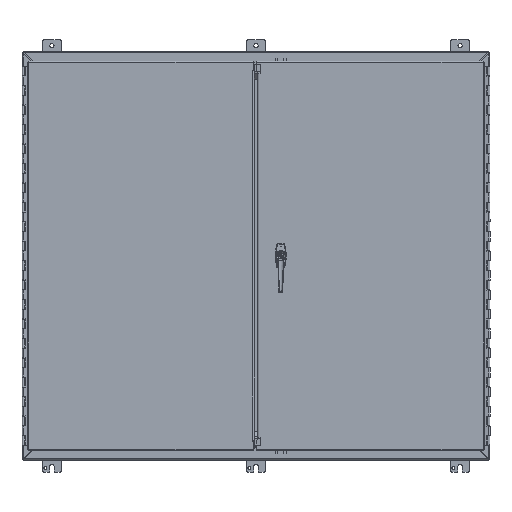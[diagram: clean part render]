
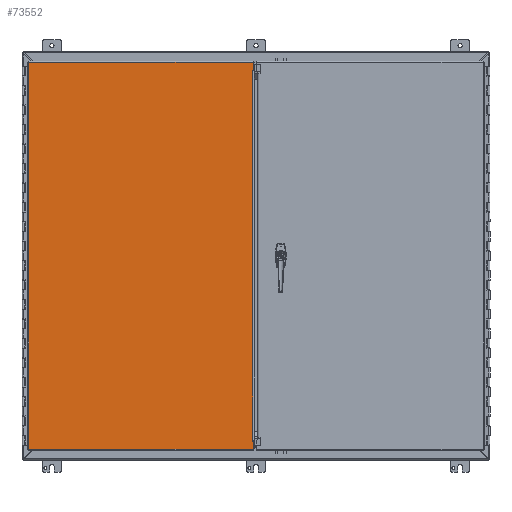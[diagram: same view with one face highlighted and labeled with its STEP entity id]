
A CAD part, top view. The second image highlights one B-rep face of the part: STEP entity #73552.
In plain terms, the highlighted face is planar.
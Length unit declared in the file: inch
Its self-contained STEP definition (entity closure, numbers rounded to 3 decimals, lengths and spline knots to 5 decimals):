
#73234=CARTESIAN_POINT('',(11.5625,-19.06255,0.));
#73235=VERTEX_POINT('',#73234);
#73312=CARTESIAN_POINT('',(11.5625,19.06255,0.));
#73313=VERTEX_POINT('',#73312);
#73314=CARTESIAN_POINT('',(11.5625,19.06255,0.));
#73315=DIRECTION('',(0.0,-1.0,0.0));
#73316=VECTOR('',#73315,38.1251);
#73317=LINE('',#73314,#73316);
#73318=EDGE_CURVE('',#73313,#73235,#73317,.T.);
#73392=CARTESIAN_POINT('',(11.5623,19.06255,0.));
#73393=VERTEX_POINT('',#73392);
#73394=CARTESIAN_POINT('',(11.5623,19.06255,0.));
#73395=DIRECTION('',(1.0,0.0,0.0));
#73396=VECTOR('',#73395,0.0002);
#73397=LINE('',#73394,#73396);
#73398=EDGE_CURVE('',#73393,#73313,#73397,.T.);
#73422=CARTESIAN_POINT('',(11.59375,19.06275,0.));
#73423=VERTEX_POINT('',#73422);
#73424=CARTESIAN_POINT('',(11.5623,19.06275,0.));
#73425=VERTEX_POINT('',#73424);
#73426=CARTESIAN_POINT('',(11.59375,19.06275,0.));
#73427=DIRECTION('',(-1.0,0.0,0.0));
#73428=VECTOR('',#73427,0.03145);
#73429=LINE('',#73426,#73428);
#73430=EDGE_CURVE('',#73423,#73425,#73429,.T.);
#73462=CARTESIAN_POINT('',(11.5623,19.06275,0.));
#73463=DIRECTION('',(0.0,-1.0,0.0));
#73464=VECTOR('',#73463,0.0002);
#73465=LINE('',#73462,#73464);
#73466=EDGE_CURVE('',#73425,#73393,#73465,.T.);
#73479=CARTESIAN_POINT('',(0.,0.0,0.));
#73480=DIRECTION('',(0.0,0.0,1.0));
#73481=DIRECTION('',(1.0,0.0,0.0));
#73482=AXIS2_PLACEMENT_3D('',#73479,#73480,#73481);
#73483=PLANE('',#73482);
#73484=ORIENTED_EDGE('',*,*,#73430,.T.);
#73485=ORIENTED_EDGE('',*,*,#73466,.T.);
#73486=ORIENTED_EDGE('',*,*,#73398,.T.);
#73487=ORIENTED_EDGE('',*,*,#73318,.T.);
#73488=CARTESIAN_POINT('',(11.5623,-19.06255,0.));
#73489=VERTEX_POINT('',#73488);
#73490=CARTESIAN_POINT('',(11.5625,-19.06255,0.));
#73491=DIRECTION('',(-1.0,0.0,0.0));
#73492=VECTOR('',#73491,0.0002);
#73493=LINE('',#73490,#73492);
#73494=EDGE_CURVE('',#73235,#73489,#73493,.T.);
#73495=ORIENTED_EDGE('',*,*,#73494,.T.);
#73496=CARTESIAN_POINT('',(11.5623,-19.06275,0.));
#73497=VERTEX_POINT('',#73496);
#73498=CARTESIAN_POINT('',(11.5623,-19.06255,0.));
#73499=DIRECTION('',(0.0,-1.0,0.0));
#73500=VECTOR('',#73499,0.0002);
#73501=LINE('',#73498,#73500);
#73502=EDGE_CURVE('',#73489,#73497,#73501,.T.);
#73503=ORIENTED_EDGE('',*,*,#73502,.T.);
#73504=CARTESIAN_POINT('',(11.59375,-19.06275,0.));
#73505=VERTEX_POINT('',#73504);
#73506=CARTESIAN_POINT('',(11.5623,-19.06275,0.));
#73507=DIRECTION('',(1.0,0.0,0.0));
#73508=VECTOR('',#73507,0.03145);
#73509=LINE('',#73506,#73508);
#73510=EDGE_CURVE('',#73497,#73505,#73509,.T.);
#73511=ORIENTED_EDGE('',*,*,#73510,.T.);
#73512=CARTESIAN_POINT('',(11.59375,-19.9063,0.));
#73513=VERTEX_POINT('',#73512);
#73514=CARTESIAN_POINT('',(11.59375,-19.06275,0.));
#73515=DIRECTION('',(0.0,-1.0,0.0));
#73516=VECTOR('',#73515,0.84355);
#73517=LINE('',#73514,#73516);
#73518=EDGE_CURVE('',#73505,#73513,#73517,.T.);
#73519=ORIENTED_EDGE('',*,*,#73518,.T.);
#73520=CARTESIAN_POINT('',(-11.4688,-19.9063,0.));
#73521=VERTEX_POINT('',#73520);
#73522=CARTESIAN_POINT('',(11.59375,-19.9063,0.));
#73523=DIRECTION('',(-1.0,0.0,0.0));
#73524=VECTOR('',#73523,23.06255);
#73525=LINE('',#73522,#73524);
#73526=EDGE_CURVE('',#73513,#73521,#73525,.T.);
#73527=ORIENTED_EDGE('',*,*,#73526,.T.);
#73528=CARTESIAN_POINT('',(-11.4688,19.9063,0.));
#73529=VERTEX_POINT('',#73528);
#73530=CARTESIAN_POINT('',(-11.4688,-19.9063,0.));
#73531=DIRECTION('',(0.0,1.0,0.0));
#73532=VECTOR('',#73531,39.8126);
#73533=LINE('',#73530,#73532);
#73534=EDGE_CURVE('',#73521,#73529,#73533,.T.);
#73535=ORIENTED_EDGE('',*,*,#73534,.T.);
#73536=CARTESIAN_POINT('',(11.59375,19.9063,0.));
#73537=VERTEX_POINT('',#73536);
#73538=CARTESIAN_POINT('',(-11.4688,19.9063,0.));
#73539=DIRECTION('',(1.0,0.0,0.0));
#73540=VECTOR('',#73539,23.06255);
#73541=LINE('',#73538,#73540);
#73542=EDGE_CURVE('',#73529,#73537,#73541,.T.);
#73543=ORIENTED_EDGE('',*,*,#73542,.T.);
#73544=CARTESIAN_POINT('',(11.59375,19.9063,0.));
#73545=DIRECTION('',(0.0,-1.0,0.0));
#73546=VECTOR('',#73545,0.84355);
#73547=LINE('',#73544,#73546);
#73548=EDGE_CURVE('',#73537,#73423,#73547,.T.);
#73549=ORIENTED_EDGE('',*,*,#73548,.T.);
#73550=EDGE_LOOP('',(#73484,#73485,#73486,#73487,#73495,#73503,#73511,#73519,#73527,#73535,#73543,#73549));
#73551=FACE_OUTER_BOUND('',#73550,.T.);
#73552=ADVANCED_FACE('',(#73551),#73483,.F.);
